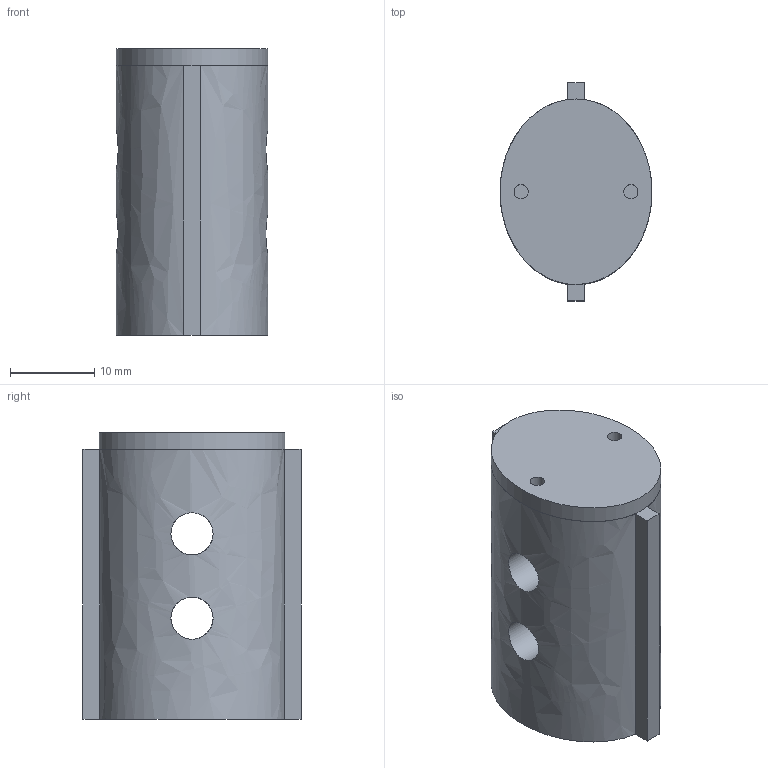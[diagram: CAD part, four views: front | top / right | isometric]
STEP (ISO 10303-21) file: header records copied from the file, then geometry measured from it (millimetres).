
FILE_DESCRIPTION(/* description */ ('STEP AP242','CAx-IF Rec.Pracs.---Representation and Presentation of Product Manufacturing Information (PMI)---4.0---2014-10-13','CAx-IF Rec.Pracs.---3D Tessellated Geometry---0.4---2014-09-14','2;1'),/* implementation_level */ '2;1');
FILE_NAME(/* name */ '66cf6e9f0f9d0e6bf1b73eb6',/* time_stamp */ '2024-08-28T18:38:23Z',/* author */ (''),/* organization */ (''),/* preprocessor_version */ 'ST-DEVELOPER v20',/* originating_system */ ' ',/* authorisation */ ' ');
FILE_SCHEMA (('AP242_MANAGED_MODEL_BASED_3D_ENGINEERING_MIM_LF { 1 0 10303 442 1 1 4 }'));
Length unit declared in the file: metre
Products named in the file (2): Part 2; Part 1
Bounding box: 18 x 25.86 x 34 mm (x, y, z)
Volume: 5829.5 mm3; surface area: 5445.6 mm2
Topology: 2 solids, 2 shells, 28 faces, 67 edges, 46 vertices
Faces by surface type: plane 17, cylinder 8, bspline 3
Full cylindrical faces by diameter (mm): 1.7 x4, 5 x4
Entity records: 898 total; most frequent: CARTESIAN_POINT 229, DIRECTION 122, ORIENTED_EDGE 108, EDGE_CURVE 54, EDGE_LOOP 52, FACE_BOUND 52, AXIS2_PLACEMENT_3D 45, VERTEX_POINT 42
